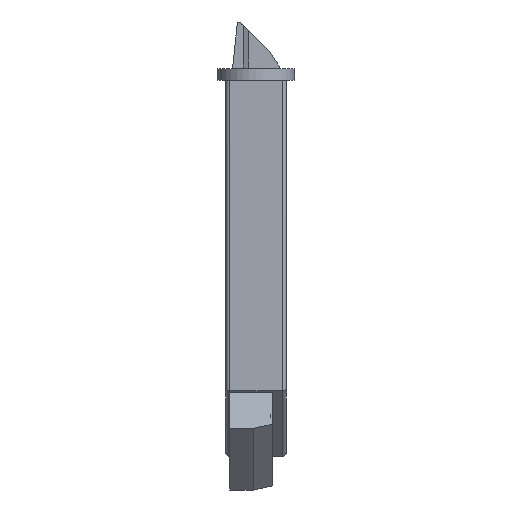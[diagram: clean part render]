
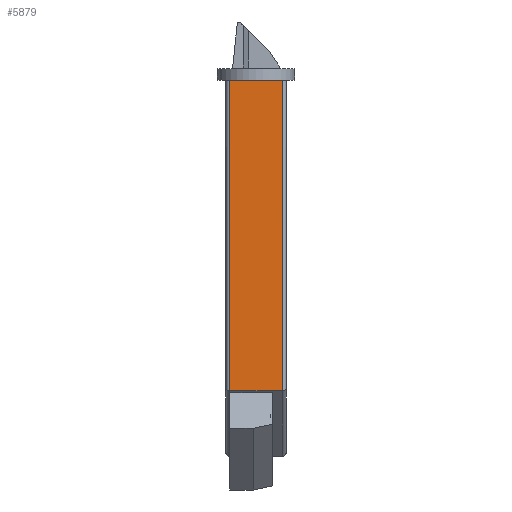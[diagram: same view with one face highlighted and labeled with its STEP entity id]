
A CAD part, front view. The second image highlights one B-rep face of the part: STEP entity #5879.
In plain terms, the highlighted planar face has unit normal (0, -1, 0).
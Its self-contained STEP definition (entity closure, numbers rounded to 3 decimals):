
#287 = ORIENTED_EDGE ( 'NONE', *, *, #1889, .F. ) ;
#456 = LINE ( 'NONE', #6005, #2707 ) ;
#782 = EDGE_CURVE ( 'NONE', #4329, #1721, #456, .T. ) ;
#915 = CARTESIAN_POINT ( 'NONE',  ( 6.75, -108., 67. ) ) ;
#965 = CARTESIAN_POINT ( 'NONE',  ( 7.75, -108., -13. ) ) ;
#1050 = VECTOR ( 'NONE', #5412, 1000. ) ;
#1161 = VERTEX_POINT ( 'NONE', #4770 ) ;
#1229 = CARTESIAN_POINT ( 'NONE',  ( 6.75, -108., -13. ) ) ;
#1721 = VERTEX_POINT ( 'NONE', #915 ) ;
#1889 = EDGE_CURVE ( 'NONE', #4329, #1161, #2458, .T. ) ;
#2057 = ORIENTED_EDGE ( 'NONE', *, *, #6832, .T. ) ;
#2099 = ORIENTED_EDGE ( 'NONE', *, *, #3517, .T. ) ;
#2458 = LINE ( 'NONE', #7275, #6597 ) ;
#2495 = DIRECTION ( 'NONE',  ( 0., 0., -1. ) ) ;
#2625 = CARTESIAN_POINT ( 'NONE',  ( 7.75, -108., 67. ) ) ;
#2707 = VECTOR ( 'NONE', #5313, 1000. ) ;
#3517 = EDGE_CURVE ( 'NONE', #1721, #3563, #9005, .T. ) ;
#3520 = EDGE_LOOP ( 'NONE', ( #2099, #2057, #287, #6877 ) ) ;
#3563 = VERTEX_POINT ( 'NONE', #5499 ) ;
#4329 = VERTEX_POINT ( 'NONE', #1229 ) ;
#4770 = CARTESIAN_POINT ( 'NONE',  ( -6.75, -108., -13. ) ) ;
#5196 = CARTESIAN_POINT ( 'NONE',  ( -6.75, -108., -13. ) ) ;
#5313 = DIRECTION ( 'NONE',  ( 0., 0., 1. ) ) ;
#5412 = DIRECTION ( 'NONE',  ( -1., 0., 0. ) ) ;
#5499 = CARTESIAN_POINT ( 'NONE',  ( -6.75, -108., 67. ) ) ;
#5879 = ADVANCED_FACE ( 'NONE', ( #8628 ), #7192, .F. ) ;
#5941 = DIRECTION ( 'NONE',  ( -1., 0., 0. ) ) ;
#6005 = CARTESIAN_POINT ( 'NONE',  ( 6.75, -108., -13. ) ) ;
#6459 = DIRECTION ( 'NONE',  ( 0., 1., 0. ) ) ;
#6597 = VECTOR ( 'NONE', #5941, 1000. ) ;
#6600 = DIRECTION ( 'NONE',  ( 0., 0., 1. ) ) ;
#6832 = EDGE_CURVE ( 'NONE', #3563, #1161, #8187, .T. ) ;
#6877 = ORIENTED_EDGE ( 'NONE', *, *, #782, .T. ) ;
#7192 = PLANE ( 'NONE',  #7869 ) ;
#7275 = CARTESIAN_POINT ( 'NONE',  ( 7.75, -108., -13. ) ) ;
#7869 = AXIS2_PLACEMENT_3D ( 'NONE', #965, #6459, #6600 ) ;
#8187 = LINE ( 'NONE', #5196, #9020 ) ;
#8628 = FACE_OUTER_BOUND ( 'NONE', #3520, .T. ) ;
#9005 = LINE ( 'NONE', #2625, #1050 ) ;
#9020 = VECTOR ( 'NONE', #2495, 1000. ) ;
